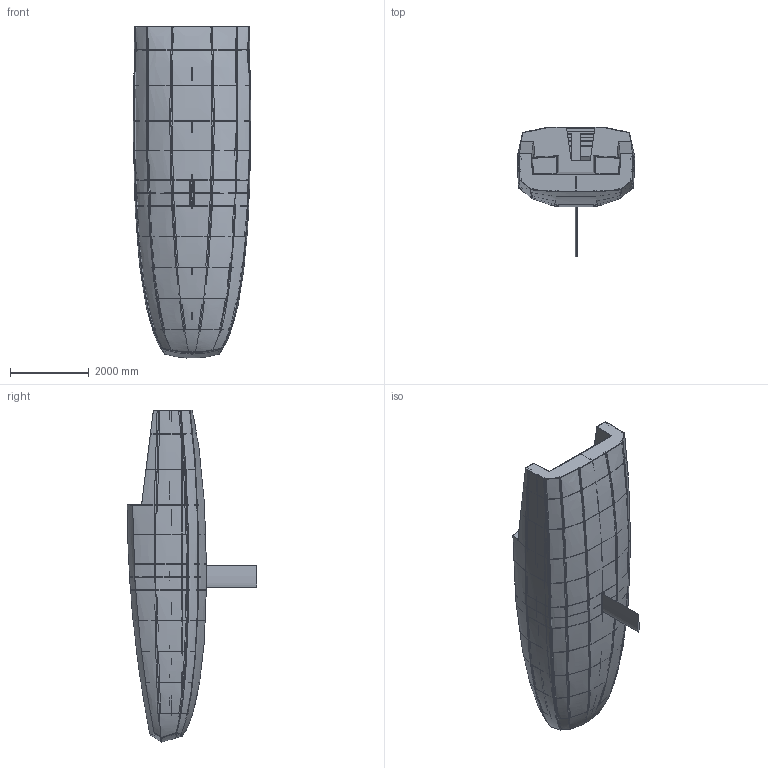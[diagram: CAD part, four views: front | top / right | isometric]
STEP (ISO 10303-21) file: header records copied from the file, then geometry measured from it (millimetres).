
FILE_DESCRIPTION(('FreeCAD Model'),'2;1');
FILE_NAME('Open CASCADE Shape Model','2025-05-03T07:48:09',('FreeCAD'),( 'FreeCAD'),'Open CASCADE STEP processor 7.6','FreeCAD','Unknown');
FILE_SCHEMA(('AUTOMOTIVE_DESIGN { 1 0 10303 214 1 1 1 1 }'));
Products named in the file (1): Open CASCADE STEP translator 7.6 1
Bounding box: 2979.61 x 3286.95 x 8434.72 mm (x, y, z)
Volume: 1307820384.9 mm3; surface area: 235948073.9 mm2
Topology: 46 solids, 46 shells, 1034 faces, 2827 edges, 1878 vertices
Faces by surface type: bspline 1034
Entity records: 50763 total; most frequent: CARTESIAN_POINT 33134, ORIENTED_EDGE 5654, EDGE_CURVE 2827, B_SPLINE_CURVE_WITH_KNOTS 2817, VERTEX_POINT 1878, FACE_BOUND 1147, EDGE_LOOP 1147, ADVANCED_FACE 1034
